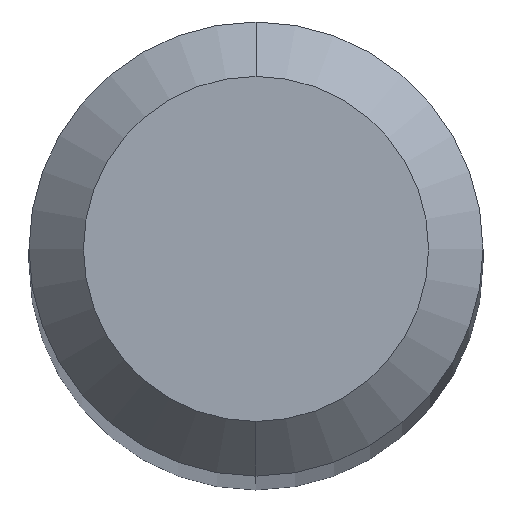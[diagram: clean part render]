
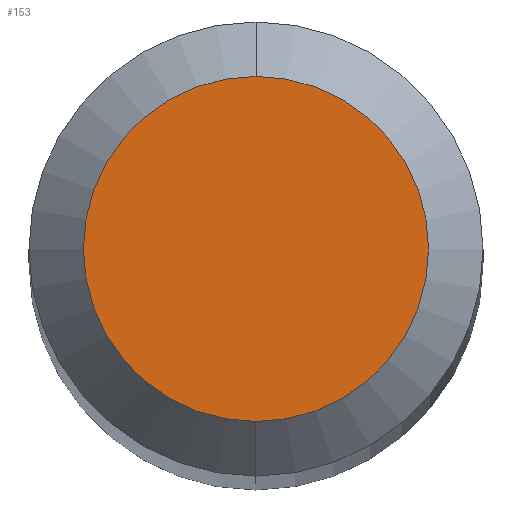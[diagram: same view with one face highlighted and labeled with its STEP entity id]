
A CAD part, top view. The second image highlights one B-rep face of the part: STEP entity #153.
In plain terms, the highlighted planar face has unit normal (0, 0, 1).
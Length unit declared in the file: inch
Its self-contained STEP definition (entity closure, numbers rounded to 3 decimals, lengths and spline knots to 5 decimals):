
#93 = DIRECTION ( 'NONE',  ( 0., -1., 0. ) ) ;
#97 = CARTESIAN_POINT ( 'NONE',  ( 0., 0.0475, 0. ) ) ;
#100 = PLANE ( 'NONE',  #492 ) ;
#137 = CARTESIAN_POINT ( 'NONE',  ( 0., 0.0475, 0. ) ) ;
#144 = DIRECTION ( 'NONE',  ( 0., 0., -1. ) ) ;
#153 = ADVANCED_FACE ( 'NONE', ( #452 ), #100, .F. ) ;
#177 = DIRECTION ( 'NONE',  ( 0., 1., 0. ) ) ;
#178 = VERTEX_POINT ( 'NONE', #137 ) ;
#196 = AXIS2_PLACEMENT_3D ( 'NONE', #382, #417, #281 ) ;
#208 = ORIENTED_EDGE ( 'NONE', *, *, #461, .T. ) ;
#216 = CARTESIAN_POINT ( 'NONE',  ( 0., 0., 0. ) ) ;
#227 = VERTEX_POINT ( 'NONE', #346 ) ;
#249 = AXIS2_PLACEMENT_3D ( 'NONE', #216, #322, #93 ) ;
#281 = DIRECTION ( 'NONE',  ( 0., -1., 0. ) ) ;
#322 = DIRECTION ( 'NONE',  ( 0., 0., 1. ) ) ;
#323 = ORIENTED_EDGE ( 'NONE', *, *, #342, .T. ) ;
#342 = EDGE_CURVE ( 'NONE', #178, #227, #450, .T. ) ;
#346 = CARTESIAN_POINT ( 'NONE',  ( 0., -0.0475, 0. ) ) ;
#369 = EDGE_LOOP ( 'NONE', ( #323, #208 ) ) ;
#382 = CARTESIAN_POINT ( 'NONE',  ( 0., 0., 0. ) ) ;
#417 = DIRECTION ( 'NONE',  ( 0., 0., 1. ) ) ;
#450 = CIRCLE ( 'NONE', #196, 0.0475 ) ;
#452 = FACE_OUTER_BOUND ( 'NONE', #369, .T. ) ;
#461 = EDGE_CURVE ( 'NONE', #227, #178, #472, .T. ) ;
#472 = CIRCLE ( 'NONE', #249, 0.0475 ) ;
#492 = AXIS2_PLACEMENT_3D ( 'NONE', #97, #144, #177 ) ;
